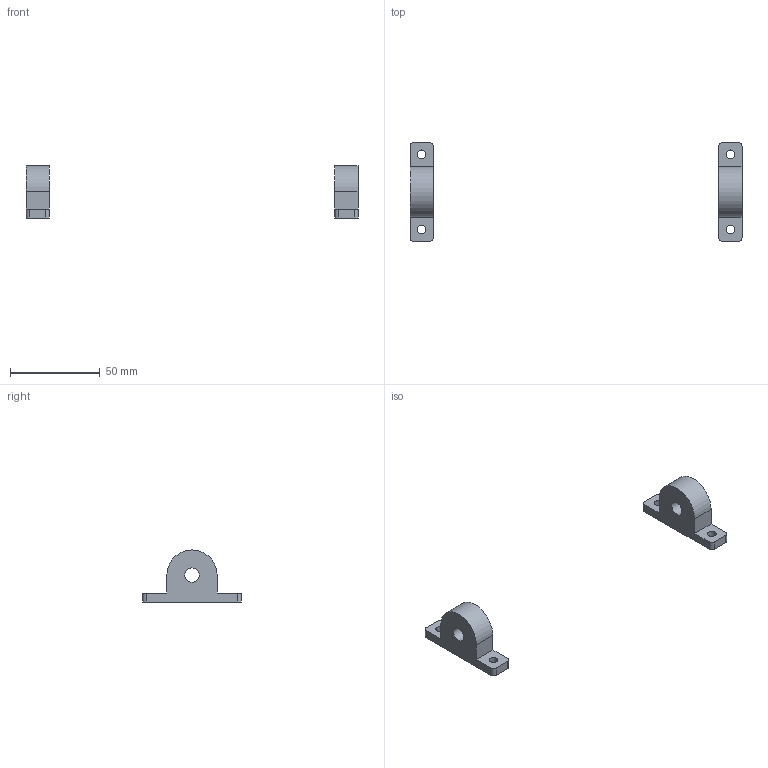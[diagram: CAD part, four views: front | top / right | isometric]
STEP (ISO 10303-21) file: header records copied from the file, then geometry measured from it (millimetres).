
FILE_DESCRIPTION(('FreeCAD Model'),'2;1');
FILE_NAME('Open CASCADE Shape Model','2024-07-04T17:52:05',(''),(''), 'Open CASCADE STEP processor 7.6','FreeCAD','Unknown');
FILE_SCHEMA(('AUTOMOTIVE_DESIGN { 1 0 10303 214 1 1 1 1 }'));
Length unit declared in the file: millimetre
Products named in the file (3): x2_pillow_block_bearing_08mm_intern_diam; palier2; palier1
Assembly tree (2 placements, depth 2):
  x2_pillow_block_bearing_08mm_intern_diam
    palier2
    palier1
Bounding box: 185 x 55 x 29 mm (x, y, z)
Volume: 20731.6 mm3; surface area: 8068.2 mm2
Topology: 2 solids, 2 shells, 34 faces, 90 edges, 60 vertices
Faces by surface type: plane 18, cylinder 16
Full cylindrical faces by diameter (mm): 4.8 x4, 8 x2
Entity records: 1156 total; most frequent: DIRECTION 196, CARTESIAN_POINT 187, ORIENTED_EDGE 180, EDGE_CURVE 90, AXIS2_PLACEMENT_3D 69, VERTEX_POINT 60, LINE 58, VECTOR 58
